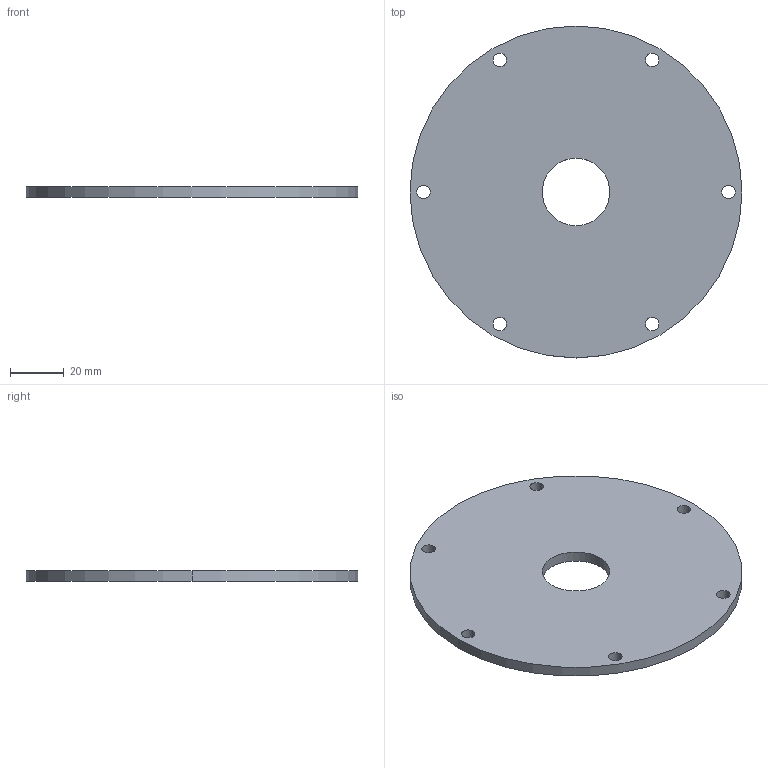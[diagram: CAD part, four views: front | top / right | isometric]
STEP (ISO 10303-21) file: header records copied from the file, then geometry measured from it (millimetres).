
FILE_DESCRIPTION(/* description */ ('VariCAD 2019-2.01 AP-214'),/* implementation_level */ '2;1');
FILE_NAME(/* name */ 'side_plate.stp',/* time_stamp */ '2019-03-18T22:52:24-05:00',/* author */ (''),/* organization */ (''),/* preprocessor_version */ 'VariCAD 2019-2.01',/* originating_system */ 'VariCAD 2019-2.01; kernel version (20180118)',/* authorisation */ '');
FILE_SCHEMA(('AUTOMOTIVE_DESIGN'));
Length unit declared in the file: millimetre
Products named in the file (2): side_plate
Assembly tree (1 placements, depth 2):
  side_plate
    (unnamed)
Bounding box: 123 x 123 x 4 mm (x, y, z)
Volume: 45094.4 mm3; surface area: 24784 mm2
Topology: 1 solids, 1 shells, 18 faces, 48 edges, 32 vertices
Faces by surface type: cylinder 16, plane 2
Entity records: 666 total; most frequent: DIRECTION 124, CARTESIAN_POINT 102, ORIENTED_EDGE 96, AXIS2_PLACEMENT_3D 54, EDGE_CURVE 48, EDGE_LOOP 32, CIRCLE 32, VERTEX_POINT 32
